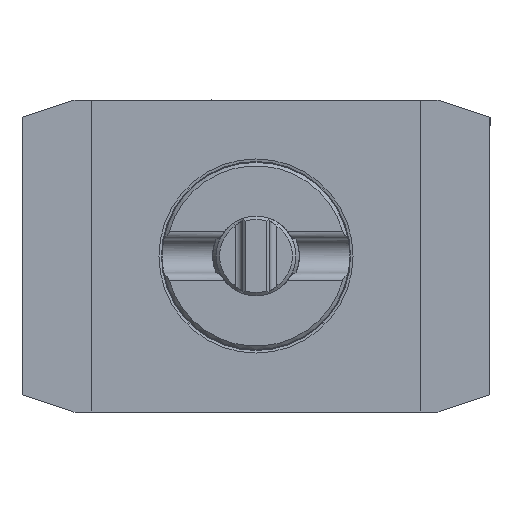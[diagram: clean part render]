
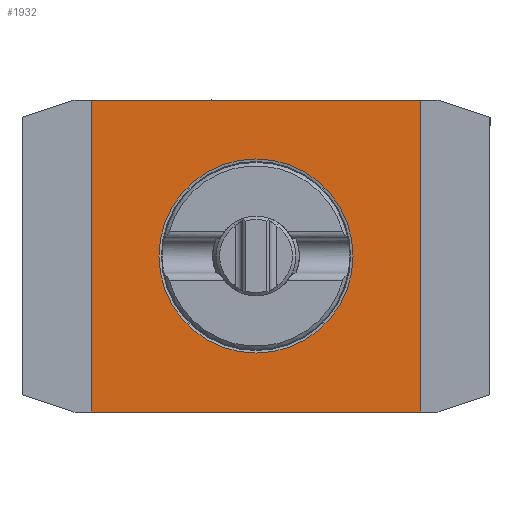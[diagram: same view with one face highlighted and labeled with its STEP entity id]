
A CAD part, front view. The second image highlights one B-rep face of the part: STEP entity #1932.
In plain terms, the highlighted planar face has unit normal (0, -1, 0).
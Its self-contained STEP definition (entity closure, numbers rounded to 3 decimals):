
#913 = DIRECTION ( 'NONE',  ( 0., 0., 1. ) ) ;
#1117 = AXIS2_PLACEMENT_3D ( 'NONE', #7741, #4553, #8099 ) ;
#1932 = ADVANCED_FACE ( 'Defeature completata1_16', ( #17394, #2286 ), #9408, .F. ) ;
#2286 = FACE_OUTER_BOUND ( 'NONE', #5714, .T. ) ;
#2937 = EDGE_CURVE ( 'NONE', #19051, #19051, #9422, .T. ) ;
#3630 = ORIENTED_EDGE ( 'NONE', *, *, #5892, .T. ) ;
#4141 = VERTEX_POINT ( 'NONE', #18495 ) ;
#4203 = DIRECTION ( 'NONE',  ( 0., 0., -1. ) ) ;
#4553 = DIRECTION ( 'NONE',  ( 0., 1., 0. ) ) ;
#5709 = DIRECTION ( 'NONE',  ( -1., 0., 0. ) ) ;
#5714 = EDGE_LOOP ( 'NONE', ( #6292, #3630, #16915, #20027 ) ) ;
#5892 = EDGE_CURVE ( 'NONE', #16973, #4141, #11163, .T. ) ;
#6084 = CARTESIAN_POINT ( 'NONE',  ( -47.5, -27.5, 45. ) ) ;
#6292 = ORIENTED_EDGE ( 'NONE', *, *, #17766, .T. ) ;
#6488 = EDGE_LOOP ( 'NONE', ( #9655 ) ) ;
#6913 = CARTESIAN_POINT ( 'NONE',  ( 0., -27.5, 28. ) ) ;
#7741 = CARTESIAN_POINT ( 'NONE',  ( 0., -27.5, 0. ) ) ;
#7810 = EDGE_CURVE ( 'NONE', #12307, #19127, #15638, .T. ) ;
#8099 = DIRECTION ( 'NONE',  ( 0., 0., 1. ) ) ;
#8462 = VECTOR ( 'NONE', #5709, 1000. ) ;
#9202 = DIRECTION ( 'NONE',  ( 0., 1., 0. ) ) ;
#9289 = DIRECTION ( 'NONE',  ( 1., 0., 0. ) ) ;
#9408 = PLANE ( 'NONE',  #19021 ) ;
#9422 = CIRCLE ( 'NONE', #1117, 28. ) ;
#9459 = LINE ( 'NONE', #19644, #13419 ) ;
#9655 = ORIENTED_EDGE ( 'NONE', *, *, #2937, .T. ) ;
#9809 = LINE ( 'NONE', #20003, #14362 ) ;
#10918 = CARTESIAN_POINT ( 'NONE',  ( 90., -27.5, 45. ) ) ;
#11163 = LINE ( 'NONE', #14388, #14925 ) ;
#12307 = VERTEX_POINT ( 'NONE', #17732 ) ;
#12827 = CARTESIAN_POINT ( 'NONE',  ( 90., -27.5, 0. ) ) ;
#13419 = VECTOR ( 'NONE', #4203, 1000. ) ;
#14362 = VECTOR ( 'NONE', #913, 1000. ) ;
#14388 = CARTESIAN_POINT ( 'NONE',  ( 90., -27.5, -45. ) ) ;
#14925 = VECTOR ( 'NONE', #9289, 1000. ) ;
#15638 = LINE ( 'NONE', #10918, #8462 ) ;
#15830 = CARTESIAN_POINT ( 'NONE',  ( -47.5, -27.5, -45. ) ) ;
#16016 = EDGE_CURVE ( 'NONE', #4141, #12307, #9809, .T. ) ;
#16915 = ORIENTED_EDGE ( 'NONE', *, *, #16016, .T. ) ;
#16973 = VERTEX_POINT ( 'NONE', #15830 ) ;
#17394 = FACE_BOUND ( 'NONE', #6488, .T. ) ;
#17732 = CARTESIAN_POINT ( 'NONE',  ( 47.5, -27.5, 45. ) ) ;
#17766 = EDGE_CURVE ( 'NONE', #19127, #16973, #9459, .T. ) ;
#18495 = CARTESIAN_POINT ( 'NONE',  ( 47.5, -27.5, -45. ) ) ;
#19021 = AXIS2_PLACEMENT_3D ( 'NONE', #12827, #9202, #19070 ) ;
#19051 = VERTEX_POINT ( 'NONE', #6913 ) ;
#19070 = DIRECTION ( 'NONE',  ( 0., 0., 1. ) ) ;
#19127 = VERTEX_POINT ( 'NONE', #6084 ) ;
#19644 = CARTESIAN_POINT ( 'NONE',  ( -47.5, -27.5, -45. ) ) ;
#20003 = CARTESIAN_POINT ( 'NONE',  ( 47.5, -27.5, -45. ) ) ;
#20027 = ORIENTED_EDGE ( 'NONE', *, *, #7810, .T. ) ;
